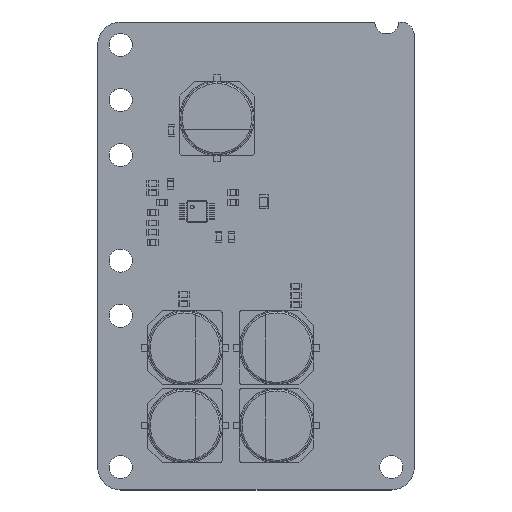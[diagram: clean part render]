
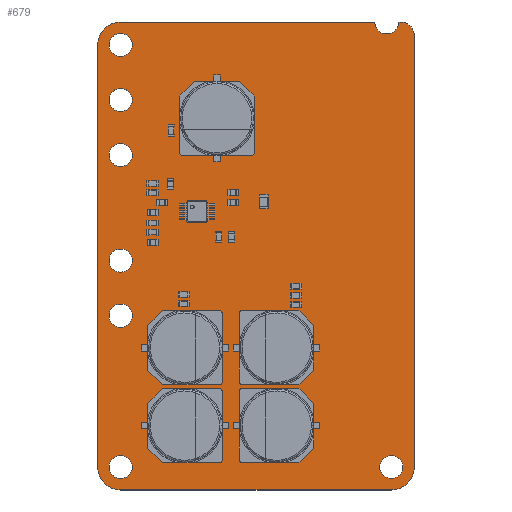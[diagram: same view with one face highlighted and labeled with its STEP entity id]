
A CAD part, top view. The second image highlights one B-rep face of the part: STEP entity #679.
In plain terms, the highlighted planar face has unit normal (0, 0, 1).
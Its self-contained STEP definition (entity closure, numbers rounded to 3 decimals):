
#133 = VERTEX_POINT('',#134);
#134 = CARTESIAN_POINT('',(90.805,-29.21,0.));
#152 = VERTEX_POINT('',#153);
#153 = CARTESIAN_POINT('',(88.9,-27.305,0.));
#159 = EDGE_CURVE('',#133,#152,#160,.T.);
#160 = CIRCLE('',#161,1.905);
#161 = AXIS2_PLACEMENT_3D('',#162,#163,#164);
#162 = CARTESIAN_POINT('',(88.9,-29.21,0.));
#163 = DIRECTION('',(0.,0.,1.));
#164 = DIRECTION('',(1.,0.,0.));
#175 = VERTEX_POINT('',#176);
#176 = CARTESIAN_POINT('',(90.805,-88.9,0.));
#191 = EDGE_CURVE('',#175,#133,#192,.T.);
#192 = LINE('',#193,#194);
#193 = CARTESIAN_POINT('',(90.805,-88.9,0.));
#194 = VECTOR('',#195,1.);
#195 = DIRECTION('',(0.,1.,0.));
#215 = VERTEX_POINT('',#216);
#216 = CARTESIAN_POINT('',(88.646,-27.305,0.));
#222 = EDGE_CURVE('',#152,#215,#223,.T.);
#223 = LINE('',#224,#225);
#224 = CARTESIAN_POINT('',(88.9,-27.305,0.));
#225 = VECTOR('',#226,1.);
#226 = DIRECTION('',(-1.,0.,0.));
#237 = VERTEX_POINT('',#238);
#238 = CARTESIAN_POINT('',(87.63,-92.075,0.));
#254 = EDGE_CURVE('',#237,#175,#255,.T.);
#255 = CIRCLE('',#256,3.175);
#256 = AXIS2_PLACEMENT_3D('',#257,#258,#259);
#257 = CARTESIAN_POINT('',(87.63,-88.9,0.));
#258 = DIRECTION('',(0.,0.,1.));
#259 = DIRECTION('',(0.,-1.,0.));
#270 = VERTEX_POINT('',#271);
#271 = CARTESIAN_POINT('',(85.344,-27.305,0.));
#287 = EDGE_CURVE('',#270,#215,#288,.T.);
#288 = CIRCLE('',#289,1.651);
#289 = AXIS2_PLACEMENT_3D('',#290,#291,#292);
#290 = CARTESIAN_POINT('',(86.995,-27.305,0.));
#291 = DIRECTION('',(0.,0.,1.));
#292 = DIRECTION('',(-1.,0.,0.));
#303 = VERTEX_POINT('',#304);
#304 = CARTESIAN_POINT('',(50.165,-92.075,0.));
#319 = EDGE_CURVE('',#303,#237,#320,.T.);
#320 = LINE('',#321,#322);
#321 = CARTESIAN_POINT('',(50.165,-92.075,0.));
#322 = VECTOR('',#323,1.);
#323 = DIRECTION('',(1.,0.,0.));
#343 = VERTEX_POINT('',#344);
#344 = CARTESIAN_POINT('',(50.165,-27.305,0.));
#350 = EDGE_CURVE('',#270,#343,#351,.T.);
#351 = LINE('',#352,#353);
#352 = CARTESIAN_POINT('',(85.344,-27.305,0.));
#353 = VECTOR('',#354,1.);
#354 = DIRECTION('',(-1.,0.,0.));
#365 = VERTEX_POINT('',#366);
#366 = CARTESIAN_POINT('',(46.99,-88.9,0.));
#382 = EDGE_CURVE('',#365,#303,#383,.T.);
#383 = CIRCLE('',#384,3.175);
#384 = AXIS2_PLACEMENT_3D('',#385,#386,#387);
#385 = CARTESIAN_POINT('',(50.165,-88.9,0.));
#386 = DIRECTION('',(0.,0.,1.));
#387 = DIRECTION('',(-1.,0.,0.));
#408 = VERTEX_POINT('',#409);
#409 = CARTESIAN_POINT('',(46.99,-30.48,0.));
#415 = EDGE_CURVE('',#343,#408,#416,.T.);
#416 = CIRCLE('',#417,3.175);
#417 = AXIS2_PLACEMENT_3D('',#418,#419,#420);
#418 = CARTESIAN_POINT('',(50.165,-30.48,0.));
#419 = DIRECTION('',(0.,-0.,1.));
#420 = DIRECTION('',(0.,1.,0.));
#438 = EDGE_CURVE('',#408,#365,#439,.T.);
#439 = LINE('',#440,#441);
#440 = CARTESIAN_POINT('',(46.99,-30.48,0.));
#441 = VECTOR('',#442,1.);
#442 = DIRECTION('',(0.,-1.,0.));
#453 = VERTEX_POINT('',#454);
#454 = CARTESIAN_POINT('',(51.765,-88.9,0.));
#470 = EDGE_CURVE('',#453,#453,#471,.T.);
#471 = CIRCLE('',#472,1.6);
#472 = AXIS2_PLACEMENT_3D('',#473,#474,#475);
#473 = CARTESIAN_POINT('',(50.165,-88.9,0.));
#474 = DIRECTION('',(0.,0.,1.));
#475 = DIRECTION('',(1.,0.,-0.));
#486 = VERTEX_POINT('',#487);
#487 = CARTESIAN_POINT('',(51.765,-67.945,0.));
#503 = EDGE_CURVE('',#486,#486,#504,.T.);
#504 = CIRCLE('',#505,1.6);
#505 = AXIS2_PLACEMENT_3D('',#506,#507,#508);
#506 = CARTESIAN_POINT('',(50.165,-67.945,0.));
#507 = DIRECTION('',(0.,0.,1.));
#508 = DIRECTION('',(1.,0.,-0.));
#519 = VERTEX_POINT('',#520);
#520 = CARTESIAN_POINT('',(51.765,-38.1,0.));
#536 = EDGE_CURVE('',#519,#519,#537,.T.);
#537 = CIRCLE('',#538,1.6);
#538 = AXIS2_PLACEMENT_3D('',#539,#540,#541);
#539 = CARTESIAN_POINT('',(50.165,-38.1,0.));
#540 = DIRECTION('',(0.,0.,1.));
#541 = DIRECTION('',(1.,0.,-0.));
#552 = VERTEX_POINT('',#553);
#553 = CARTESIAN_POINT('',(51.765,-45.72,0.));
#569 = EDGE_CURVE('',#552,#552,#570,.T.);
#570 = CIRCLE('',#571,1.6);
#571 = AXIS2_PLACEMENT_3D('',#572,#573,#574);
#572 = CARTESIAN_POINT('',(50.165,-45.72,0.));
#573 = DIRECTION('',(0.,0.,1.));
#574 = DIRECTION('',(1.,0.,-0.));
#585 = VERTEX_POINT('',#586);
#586 = CARTESIAN_POINT('',(51.765,-60.325,0.));
#602 = EDGE_CURVE('',#585,#585,#603,.T.);
#603 = CIRCLE('',#604,1.6);
#604 = AXIS2_PLACEMENT_3D('',#605,#606,#607);
#605 = CARTESIAN_POINT('',(50.165,-60.325,0.));
#606 = DIRECTION('',(0.,0.,1.));
#607 = DIRECTION('',(1.,0.,-0.));
#618 = VERTEX_POINT('',#619);
#619 = CARTESIAN_POINT('',(51.765,-30.48,0.));
#635 = EDGE_CURVE('',#618,#618,#636,.T.);
#636 = CIRCLE('',#637,1.6);
#637 = AXIS2_PLACEMENT_3D('',#638,#639,#640);
#638 = CARTESIAN_POINT('',(50.165,-30.48,0.));
#639 = DIRECTION('',(0.,0.,1.));
#640 = DIRECTION('',(1.,0.,-0.));
#651 = VERTEX_POINT('',#652);
#652 = CARTESIAN_POINT('',(89.23,-88.9,0.));
#668 = EDGE_CURVE('',#651,#651,#669,.T.);
#669 = CIRCLE('',#670,1.6);
#670 = AXIS2_PLACEMENT_3D('',#671,#672,#673);
#671 = CARTESIAN_POINT('',(87.63,-88.9,0.));
#672 = DIRECTION('',(0.,0.,1.));
#673 = DIRECTION('',(1.,0.,-0.));
#679 = ADVANCED_FACE('',(#680,#692,#695,#698,#701,#704,#707,#710),#713,
  .F.);
#680 = FACE_BOUND('',#681,.F.);
#681 = EDGE_LOOP('',(#682,#683,#684,#685,#686,#687,#688,#689,#690,#691)
  );
#682 = ORIENTED_EDGE('',*,*,#159,.F.);
#683 = ORIENTED_EDGE('',*,*,#191,.F.);
#684 = ORIENTED_EDGE('',*,*,#254,.F.);
#685 = ORIENTED_EDGE('',*,*,#319,.F.);
#686 = ORIENTED_EDGE('',*,*,#382,.F.);
#687 = ORIENTED_EDGE('',*,*,#438,.F.);
#688 = ORIENTED_EDGE('',*,*,#415,.F.);
#689 = ORIENTED_EDGE('',*,*,#350,.F.);
#690 = ORIENTED_EDGE('',*,*,#287,.T.);
#691 = ORIENTED_EDGE('',*,*,#222,.F.);
#692 = FACE_BOUND('',#693,.F.);
#693 = EDGE_LOOP('',(#694));
#694 = ORIENTED_EDGE('',*,*,#470,.T.);
#695 = FACE_BOUND('',#696,.F.);
#696 = EDGE_LOOP('',(#697));
#697 = ORIENTED_EDGE('',*,*,#503,.T.);
#698 = FACE_BOUND('',#699,.F.);
#699 = EDGE_LOOP('',(#700));
#700 = ORIENTED_EDGE('',*,*,#536,.T.);
#701 = FACE_BOUND('',#702,.F.);
#702 = EDGE_LOOP('',(#703));
#703 = ORIENTED_EDGE('',*,*,#569,.T.);
#704 = FACE_BOUND('',#705,.F.);
#705 = EDGE_LOOP('',(#706));
#706 = ORIENTED_EDGE('',*,*,#602,.T.);
#707 = FACE_BOUND('',#708,.F.);
#708 = EDGE_LOOP('',(#709));
#709 = ORIENTED_EDGE('',*,*,#635,.T.);
#710 = FACE_BOUND('',#711,.F.);
#711 = EDGE_LOOP('',(#712));
#712 = ORIENTED_EDGE('',*,*,#668,.T.);
#713 = PLANE('',#714);
#714 = AXIS2_PLACEMENT_3D('',#715,#716,#717);
#715 = CARTESIAN_POINT('',(90.805,-29.21,0.));
#716 = DIRECTION('',(0.,0.,-1.));
#717 = DIRECTION('',(-1.,0.,-0.));
